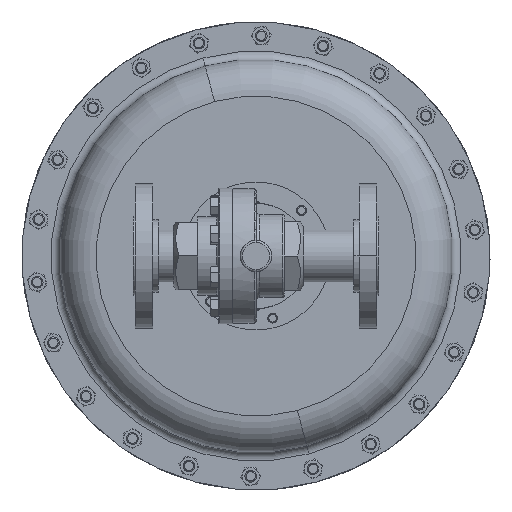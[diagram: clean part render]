
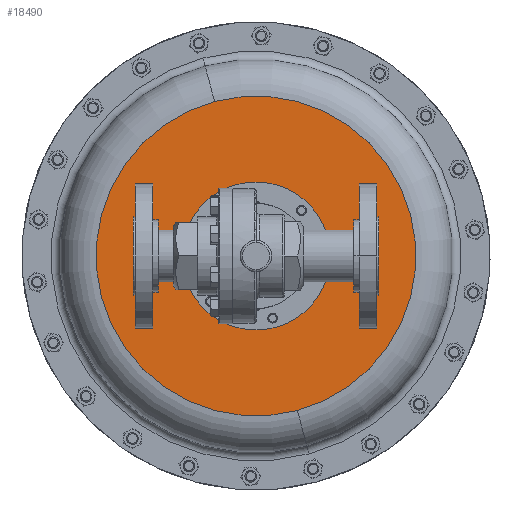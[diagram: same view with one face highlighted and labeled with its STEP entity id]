
A CAD part, front view. The second image highlights one B-rep face of the part: STEP entity #18490.
In plain terms, the highlighted planar face has unit normal (0, -1, 0).
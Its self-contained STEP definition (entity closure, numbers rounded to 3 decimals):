
#1327 = DIRECTION ( 'NONE',  ( 0.259, 0., -0.966 ) ) ;
#1929 = DIRECTION ( 'NONE',  ( -0.259, 0., 0.966 ) ) ;
#2318 = CARTESIAN_POINT ( 'NONE',  ( 2.283, 9.579, 3.874 ) ) ;
#3464 = AXIS2_PLACEMENT_3D ( 'NONE', #36527, #15792, #40057 ) ;
#4261 = ORIENTED_EDGE ( 'NONE', *, *, #16478, .F. ) ;
#5738 = DIRECTION ( 'NONE',  ( 0.259, 0., -0.966 ) ) ;
#5952 = AXIS2_PLACEMENT_3D ( 'NONE', #2318, #26492, #5738 ) ;
#6326 = VERTEX_POINT ( 'NONE', #29364 ) ;
#6822 = AXIS2_PLACEMENT_3D ( 'NONE', #42852, #22076, #1327 ) ;
#8244 = ORIENTED_EDGE ( 'NONE', *, *, #20590, .T. ) ;
#8541 = FACE_OUTER_BOUND ( 'NONE', #33882, .T. ) ;
#9887 = EDGE_CURVE ( 'NONE', #22515, #23948, #42365, .T. ) ;
#10022 = EDGE_LOOP ( 'NONE', ( #8244, #42702 ) ) ;
#10449 = DIRECTION ( 'NONE',  ( -0.707, 0., 0.707 ) ) ;
#12205 = PLANE ( 'NONE',  #17948 ) ;
#13810 = CARTESIAN_POINT ( 'NONE',  ( 2.283, 9.579, 3.874 ) ) ;
#13862 = CIRCLE ( 'NONE', #5952, 5.125 ) ;
#15792 = DIRECTION ( 'NONE',  ( 0., 1., 0. ) ) ;
#16478 = EDGE_CURVE ( 'NONE', #32701, #6326, #19535, .T. ) ;
#17948 = AXIS2_PLACEMENT_3D ( 'NONE', #39950, #22678, #1929 ) ;
#18490 = ADVANCED_FACE ( 'NONE', ( #8541, #36202 ), #12205, .T. ) ;
#18856 = ORIENTED_EDGE ( 'NONE', *, *, #41428, .F. ) ;
#19535 = CIRCLE ( 'NONE', #6822, 5.125 ) ;
#20590 = EDGE_CURVE ( 'NONE', #23948, #22515, #24166, .T. ) ;
#21212 = AXIS2_PLACEMENT_3D ( 'NONE', #13810, #38040, #10449 ) ;
#22076 = DIRECTION ( 'NONE',  ( 0., 1., 0. ) ) ;
#22515 = VERTEX_POINT ( 'NONE', #42972 ) ;
#22678 = DIRECTION ( 'NONE',  ( 0., -1., 0. ) ) ;
#23948 = VERTEX_POINT ( 'NONE', #42367 ) ;
#24166 = CIRCLE ( 'NONE', #3464, 2.375 ) ;
#26492 = DIRECTION ( 'NONE',  ( 0., 1., 0. ) ) ;
#29364 = CARTESIAN_POINT ( 'NONE',  ( 0.957, 9.579, 8.824 ) ) ;
#32223 = CARTESIAN_POINT ( 'NONE',  ( 3.61, 9.579, -1.077 ) ) ;
#32701 = VERTEX_POINT ( 'NONE', #32223 ) ;
#33882 = EDGE_LOOP ( 'NONE', ( #4261, #18856 ) ) ;
#36202 = FACE_BOUND ( 'NONE', #10022, .T. ) ;
#36527 = CARTESIAN_POINT ( 'NONE',  ( 2.283, 9.579, 3.874 ) ) ;
#38040 = DIRECTION ( 'NONE',  ( 0., 1., 0. ) ) ;
#39950 = CARTESIAN_POINT ( 'NONE',  ( -2.667, 9.579, 2.547 ) ) ;
#40057 = DIRECTION ( 'NONE',  ( -0.707, 0., 0.707 ) ) ;
#41428 = EDGE_CURVE ( 'NONE', #6326, #32701, #13862, .T. ) ;
#42365 = CIRCLE ( 'NONE', #21212, 2.375 ) ;
#42367 = CARTESIAN_POINT ( 'NONE',  ( 3.963, 9.579, 2.194 ) ) ;
#42702 = ORIENTED_EDGE ( 'NONE', *, *, #9887, .T. ) ;
#42852 = CARTESIAN_POINT ( 'NONE',  ( 2.283, 9.579, 3.874 ) ) ;
#42972 = CARTESIAN_POINT ( 'NONE',  ( 0.604, 9.579, 5.553 ) ) ;
